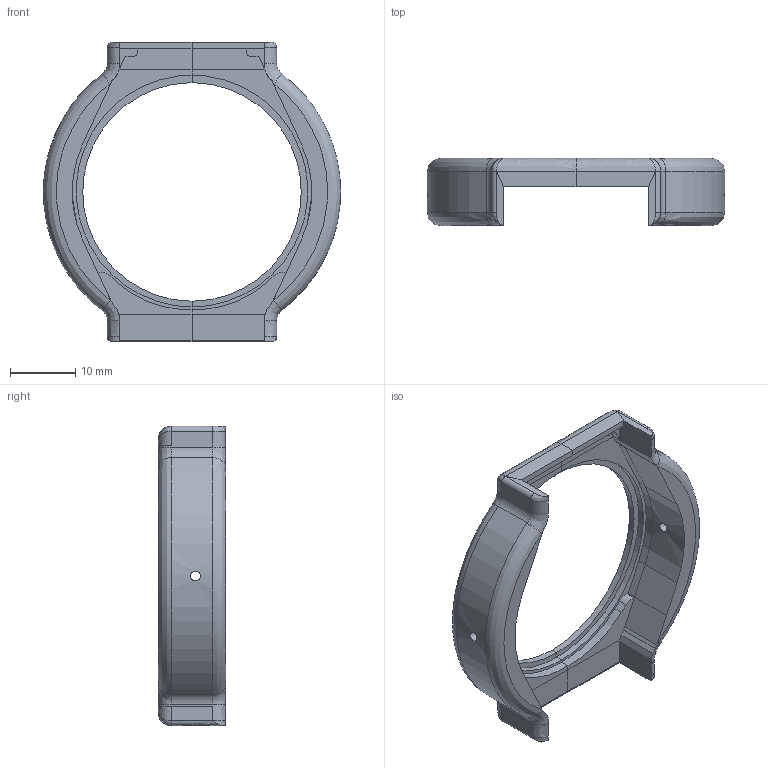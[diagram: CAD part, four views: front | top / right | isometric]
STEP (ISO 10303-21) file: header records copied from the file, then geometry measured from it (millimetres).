
FILE_DESCRIPTION(/* description */ (''),/* implementation_level */ '2;1');
FILE_NAME(/* name */ 'SMART_~3',/* time_stamp */ '2019-05-05T16:57:40+02:00',/* author */ (''),/* organization */ (''),/* preprocessor_version */ 'ST-DEVELOPER v16.5',/* originating_system */ '',/* authorisation */ '');
FILE_SCHEMA (('AUTOMOTIVE_DESIGN'));
Length unit declared in the file: millimetre
Products named in the file (1): Document
Bounding box: 45.46 x 10.29 x 45.81 mm (x, y, z)
Volume: 4499.1 mm3; surface area: 3846 mm2
Topology: 1 solids, 1 shells, 158 faces, 392 edges, 226 vertices
Faces by surface type: bspline 134, plane 24
Entity records: 5619 total; most frequent: CARTESIAN_POINT 3600, ORIENTED_EDGE 768, EDGE_CURVE 384, VERTEX_POINT 226, EDGE_LOOP 162, ADVANCED_FACE 158, FACE_OUTER_BOUND 158, B_SPLINE_CURVE_WITH_KNOTS 45
